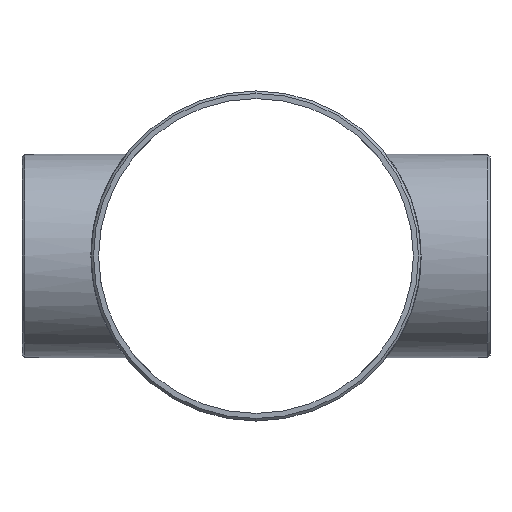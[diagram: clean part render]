
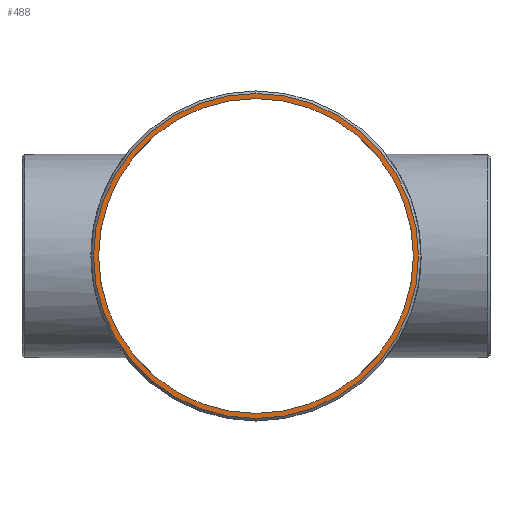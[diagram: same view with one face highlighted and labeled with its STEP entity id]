
A CAD part, left-side view. The second image highlights one B-rep face of the part: STEP entity #488.
In plain terms, the highlighted planar face has unit normal (-1, 0, 0).
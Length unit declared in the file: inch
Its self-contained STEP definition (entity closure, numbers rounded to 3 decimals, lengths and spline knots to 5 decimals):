
#41 = PLANE ( 'NONE',  #765 ) ;
#49 = FACE_OUTER_BOUND ( 'NONE', #326, .T. ) ;
#63 = CARTESIAN_POINT ( 'NONE',  ( -8.5, 0., 5.125 ) ) ;
#80 = DIRECTION ( 'NONE',  ( 0., 0., 1. ) ) ;
#95 = ORIENTED_EDGE ( 'NONE', *, *, #880, .T. ) ;
#101 = VERTEX_POINT ( 'NONE', #271 ) ;
#174 = DIRECTION ( 'NONE',  ( 1., 0., 0. ) ) ;
#201 = CARTESIAN_POINT ( 'NONE',  ( -8.5, 0., -5.29167 ) ) ;
#271 = CARTESIAN_POINT ( 'NONE',  ( -8.5, 0., 5.29167 ) ) ;
#296 = AXIS2_PLACEMENT_3D ( 'NONE', #749, #971, #413 ) ;
#326 = EDGE_LOOP ( 'NONE', ( #845, #424 ) ) ;
#394 = DIRECTION ( 'NONE',  ( 0., 0., 1. ) ) ;
#405 = VERTEX_POINT ( 'NONE', #63 ) ;
#413 = DIRECTION ( 'NONE',  ( 0., 0., 1. ) ) ;
#415 = AXIS2_PLACEMENT_3D ( 'NONE', #618, #174, #80 ) ;
#424 = ORIENTED_EDGE ( 'NONE', *, *, #1413, .T. ) ;
#488 = ADVANCED_FACE ( 'NONE', ( #49, #1169 ), #41, .T. ) ;
#495 = CARTESIAN_POINT ( 'NONE',  ( -8.5, 0., -5.125 ) ) ;
#550 = AXIS2_PLACEMENT_3D ( 'NONE', #693, #1020, #789 ) ;
#618 = CARTESIAN_POINT ( 'NONE',  ( -8.5, 0., 0. ) ) ;
#621 = DIRECTION ( 'NONE',  ( -1., 0., 0. ) ) ;
#646 = ORIENTED_EDGE ( 'NONE', *, *, #1101, .T. ) ;
#653 = VERTEX_POINT ( 'NONE', #495 ) ;
#693 = CARTESIAN_POINT ( 'NONE',  ( -8.5, 0., 0. ) ) ;
#699 = CIRCLE ( 'NONE', #415, 5.125 ) ;
#749 = CARTESIAN_POINT ( 'NONE',  ( -8.5, 0., 0. ) ) ;
#765 = AXIS2_PLACEMENT_3D ( 'NONE', #837, #621, #1190 ) ;
#789 = DIRECTION ( 'NONE',  ( 0., 0., 1. ) ) ;
#835 = DIRECTION ( 'NONE',  ( -1., 0., 0. ) ) ;
#837 = CARTESIAN_POINT ( 'NONE',  ( -8.5, 0., 0. ) ) ;
#845 = ORIENTED_EDGE ( 'NONE', *, *, #1080, .T. ) ;
#880 = EDGE_CURVE ( 'NONE', #405, #653, #1189, .T. ) ;
#886 = CIRCLE ( 'NONE', #1269, 5.29167 ) ;
#888 = EDGE_LOOP ( 'NONE', ( #95, #646 ) ) ;
#932 = CIRCLE ( 'NONE', #296, 5.29167 ) ;
#971 = DIRECTION ( 'NONE',  ( -1., 0., 0. ) ) ;
#1020 = DIRECTION ( 'NONE',  ( 1., 0., 0. ) ) ;
#1080 = EDGE_CURVE ( 'NONE', #1179, #101, #932, .T. ) ;
#1101 = EDGE_CURVE ( 'NONE', #653, #405, #699, .T. ) ;
#1169 = FACE_BOUND ( 'NONE', #888, .T. ) ;
#1179 = VERTEX_POINT ( 'NONE', #201 ) ;
#1189 = CIRCLE ( 'NONE', #550, 5.125 ) ;
#1190 = DIRECTION ( 'NONE',  ( 0., 0., -1. ) ) ;
#1269 = AXIS2_PLACEMENT_3D ( 'NONE', #1378, #835, #394 ) ;
#1378 = CARTESIAN_POINT ( 'NONE',  ( -8.5, 0., 0. ) ) ;
#1413 = EDGE_CURVE ( 'NONE', #101, #1179, #886, .T. ) ;
